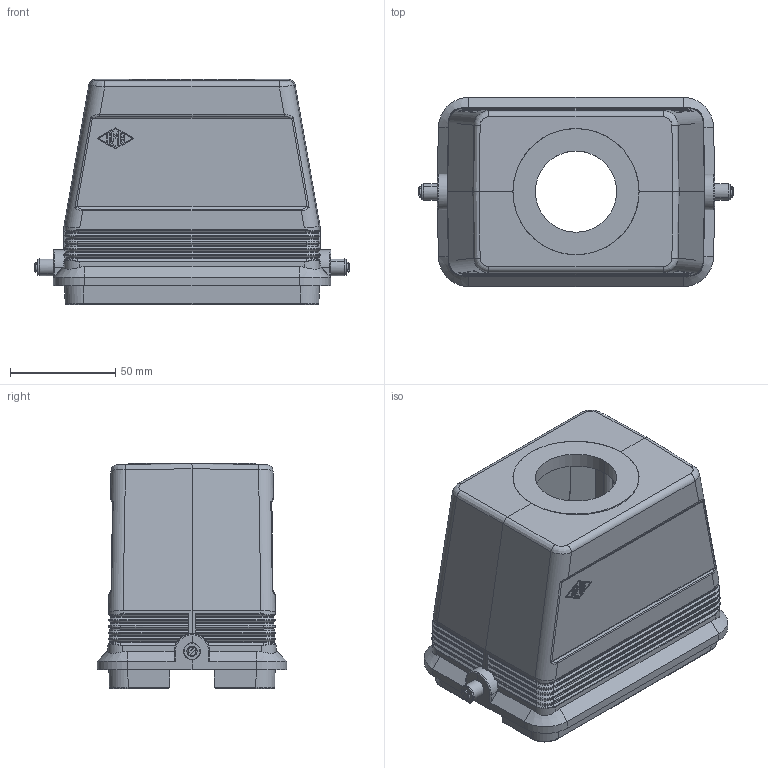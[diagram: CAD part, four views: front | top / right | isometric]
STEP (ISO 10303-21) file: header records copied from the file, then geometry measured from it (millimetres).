
FILE_DESCRIPTION(('Creo Elements/Direct Modeling STEP Export'),'2;1');
FILE_NAME('0ln7uvk5ktl030h6060','2022-09-27T10:00:24',(''),(''),'Creo Elements/Direct Modeling STEP processor for AP214 (Solid Model)','Creo Elements/Direct Modeling 20.1B 02-Apr-2019 (C) Parametric Technology GmbH','');
FILE_SCHEMA(('AUTOMOTIVE_DESIGN { 1 0 10303 214 1 1 1 1 }'));
Products named in the file (2): MFVR 48 L40
Assembly tree (1 placements, depth 2):
  MFVR 48 L40
    MFVR 48 L40
Bounding box: 149.8 x 90 x 107 mm (x, y, z)
Volume: 202885.9 mm3; surface area: 96297.7 mm2
Topology: 1 solids, 1 shells, 728 faces, 1822 edges, 1105 vertices
Faces by surface type: plane 242, cylinder 221, bspline 186, cone 44, extrusion 29, torus 6
Entity records: 55730 total; most frequent: CARTESIAN_POINT 35138, ORIENTED_EDGE 3628, DIRECTION 2300, EDGE_CURVE 1814, VERTEX_POINT 1105, VECTOR 860, LINE 831, EDGE_LOOP 747
